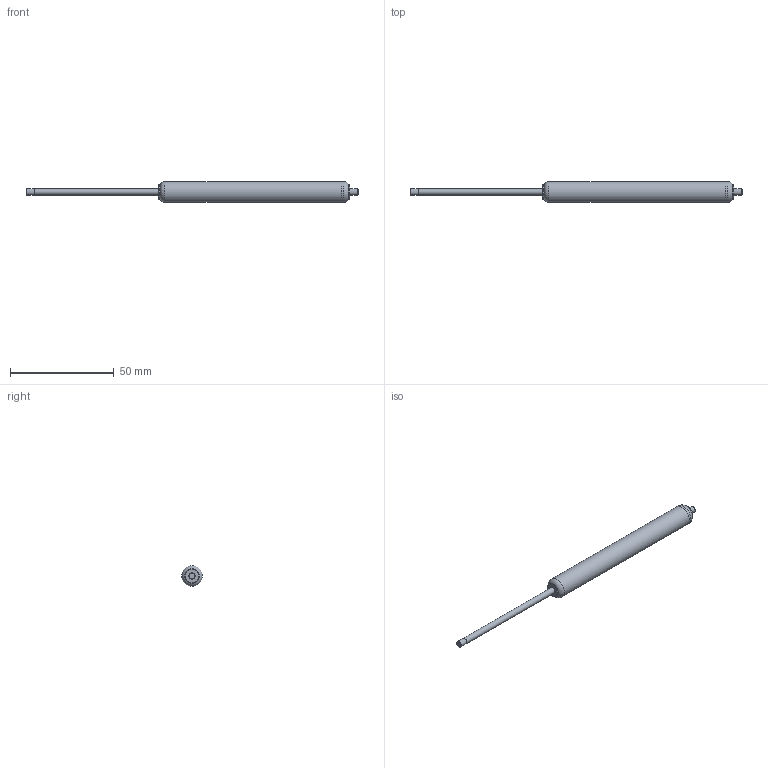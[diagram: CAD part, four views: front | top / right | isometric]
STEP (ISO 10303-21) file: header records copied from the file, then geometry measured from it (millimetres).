
FILE_DESCRIPTION((''),'2;1');
FILE_NAME('QS-10-060.stp','2012-07-12T11:36:02',('CADNEU'),(''),'Autodesk Inventor 2012','Autodesk Inventor 2012','');
FILE_SCHEMA(('AUTOMOTIVE_DESIGN { 1 0 10303 214 1 1 1 1 }'));
Length unit declared in the file: millimetre
Products named in the file (5): QS-10-060; Zylinder_10; Kolbenstange_03; Gewindeanschluß_Q0; Gewindeanschluß_Q0_10
Assembly tree (4 placements, depth 2):
  QS-10-060
    Zylinder_10
    Kolbenstange_03
    Gewindeanschluß_Q0
    Gewindeanschluß_Q0_10
Bounding box: 160 x 10 x 10 mm (x, y, z)
Volume: 7599.5 mm3; surface area: 3812.5 mm2
Topology: 4 solids, 4 shells, 24 faces, 35 edges, 20 vertices
Faces by surface type: plane 9, cylinder 7, cone 6, torus 2
Full cylindrical faces by diameter (mm): 3 x3, 7 x2, 10 x2
Entity records: 620 total; most frequent: DIRECTION 106, CARTESIAN_POINT 73, AXIS2_PLACEMENT_3D 53, ORIENTED_EDGE 40, EDGE_LOOP 40, FACE_OUTER_BOUND 24, ADVANCED_FACE 24, VERTEX_POINT 20
